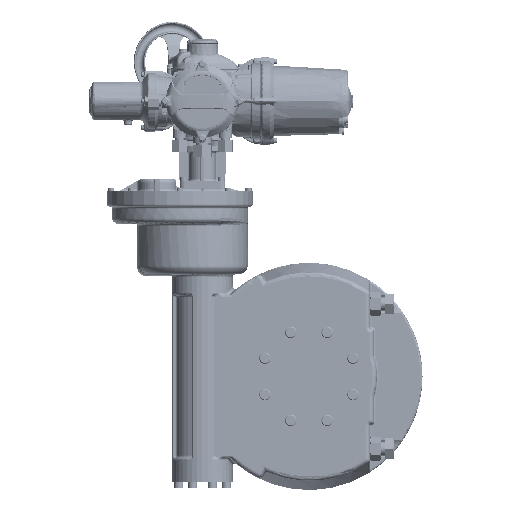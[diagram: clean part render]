
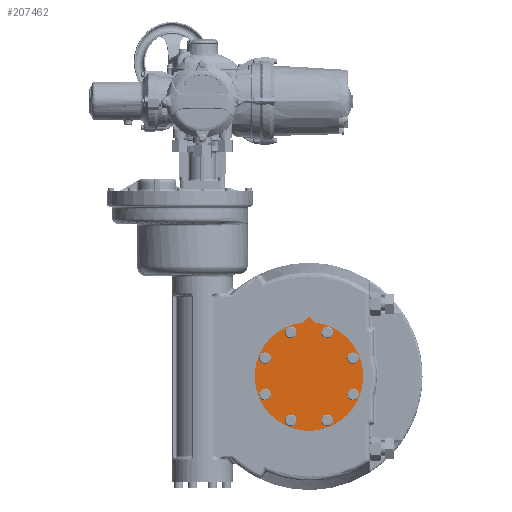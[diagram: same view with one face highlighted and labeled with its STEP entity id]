
A CAD part, front view. The second image highlights one B-rep face of the part: STEP entity #207462.
In plain terms, the highlighted face is planar.
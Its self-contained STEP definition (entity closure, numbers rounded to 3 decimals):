
#7975=PLANE('',#220482);
#14018=LINE('',#374287,#20718);
#14019=LINE('',#374292,#20719);
#20718=VECTOR('',#250878,1000.);
#20719=VECTOR('',#250881,1000.);
#67471=ORIENTED_EDGE('',*,*,#93609,.F.);
#67472=ORIENTED_EDGE('',*,*,#93610,.F.);
#67473=ORIENTED_EDGE('',*,*,#93611,.F.);
#67474=ORIENTED_EDGE('',*,*,#93612,.F.);
#67475=ORIENTED_EDGE('',*,*,#93613,.F.);
#67476=ORIENTED_EDGE('',*,*,#93614,.F.);
#67477=ORIENTED_EDGE('',*,*,#93615,.F.);
#67478=ORIENTED_EDGE('',*,*,#93616,.F.);
#67479=ORIENTED_EDGE('',*,*,#93617,.F.);
#67480=ORIENTED_EDGE('',*,*,#93618,.F.);
#67481=ORIENTED_EDGE('',*,*,#93619,.F.);
#93609=EDGE_CURVE('',#108852,#108852,#116990,.T.);
#93610=EDGE_CURVE('',#108853,#108853,#116991,.T.);
#93611=EDGE_CURVE('',#108854,#108854,#116992,.T.);
#93612=EDGE_CURVE('',#108855,#108855,#116993,.T.);
#93613=EDGE_CURVE('',#108856,#108857,#14018,.T.);
#93614=EDGE_CURVE('',#108858,#108856,#116994,.T.);
#93615=EDGE_CURVE('',#108857,#108858,#14019,.T.);
#93616=EDGE_CURVE('',#108859,#108859,#116995,.T.);
#93617=EDGE_CURVE('',#108860,#108860,#116996,.T.);
#93618=EDGE_CURVE('',#108861,#108861,#116997,.T.);
#93619=EDGE_CURVE('',#108862,#108862,#116998,.T.);
#108852=VERTEX_POINT('',#374280);
#108853=VERTEX_POINT('',#374282);
#108854=VERTEX_POINT('',#374284);
#108855=VERTEX_POINT('',#374286);
#108856=VERTEX_POINT('',#374288);
#108857=VERTEX_POINT('',#374289);
#108858=VERTEX_POINT('',#374291);
#108859=VERTEX_POINT('',#374294);
#108860=VERTEX_POINT('',#374296);
#108861=VERTEX_POINT('',#374298);
#108862=VERTEX_POINT('',#374300);
#116990=CIRCLE('',#220483,15.35);
#116991=CIRCLE('',#220484,15.35);
#116992=CIRCLE('',#220485,15.35);
#116993=CIRCLE('',#220486,15.35);
#116994=CIRCLE('',#220487,142.5);
#116995=CIRCLE('',#220488,15.35);
#116996=CIRCLE('',#220489,15.35);
#116997=CIRCLE('',#220490,15.35);
#116998=CIRCLE('',#220491,15.35);
#126500=EDGE_LOOP('',(#67471));
#126501=EDGE_LOOP('',(#67472));
#126502=EDGE_LOOP('',(#67473));
#126503=EDGE_LOOP('',(#67474));
#126504=EDGE_LOOP('',(#67475,#67476,#67477));
#126505=EDGE_LOOP('',(#67478));
#126506=EDGE_LOOP('',(#67479));
#126507=EDGE_LOOP('',(#67480));
#126508=EDGE_LOOP('',(#67481));
#136975=FACE_BOUND('',#126500,.T.);
#136976=FACE_BOUND('',#126501,.T.);
#136977=FACE_BOUND('',#126502,.T.);
#136978=FACE_BOUND('',#126503,.T.);
#136979=FACE_BOUND('',#126504,.T.);
#136980=FACE_BOUND('',#126505,.T.);
#136981=FACE_BOUND('',#126506,.T.);
#136982=FACE_BOUND('',#126507,.T.);
#136983=FACE_BOUND('',#126508,.T.);
#207462=ADVANCED_FACE('',(#136975,#136976,#136977,#136978,#136979,#136980,
#136981,#136982,#136983),#7975,.F.);
#220482=AXIS2_PLACEMENT_3D('',#374278,#250868,#250869);
#220483=AXIS2_PLACEMENT_3D('',#374279,#250870,#250871);
#220484=AXIS2_PLACEMENT_3D('',#374281,#250872,#250873);
#220485=AXIS2_PLACEMENT_3D('',#374283,#250874,#250875);
#220486=AXIS2_PLACEMENT_3D('',#374285,#250876,#250877);
#220487=AXIS2_PLACEMENT_3D('',#374290,#250879,#250880);
#220488=AXIS2_PLACEMENT_3D('',#374293,#250882,#250883);
#220489=AXIS2_PLACEMENT_3D('',#374295,#250884,#250885);
#220490=AXIS2_PLACEMENT_3D('',#374297,#250886,#250887);
#220491=AXIS2_PLACEMENT_3D('',#374299,#250888,#250889);
#250868=DIRECTION('',(0.,0.,-1.));
#250869=DIRECTION('',(0.,1.,0.));
#250870=DIRECTION('',(0.,0.,1.));
#250871=DIRECTION('',(0.707,-0.707,0.));
#250872=DIRECTION('',(0.,0.,1.));
#250873=DIRECTION('',(-0.707,0.707,0.));
#250874=DIRECTION('',(0.,0.,1.));
#250875=DIRECTION('',(0.,1.,0.));
#250876=DIRECTION('',(0.,0.,1.));
#250877=DIRECTION('',(0.,-1.,0.));
#250878=DIRECTION('',(0.707,0.707,0.));
#250879=DIRECTION('',(0.,0.,-1.));
#250880=DIRECTION('',(0.,1.,0.));
#250881=DIRECTION('',(0.707,-0.707,0.));
#250882=DIRECTION('',(0.,0.,1.));
#250883=DIRECTION('',(1.,0.,0.));
#250884=DIRECTION('',(0.,0.,1.));
#250885=DIRECTION('',(-1.,0.,0.));
#250886=DIRECTION('',(0.,0.,1.));
#250887=DIRECTION('',(0.707,0.707,0.));
#250888=DIRECTION('',(0.,0.,1.));
#250889=DIRECTION('',(-0.707,-0.707,0.));
#374278=CARTESIAN_POINT('',(0.,0.,
78.));
#374279=CARTESIAN_POINT('',(115.485,-47.835,78.));
#374280=CARTESIAN_POINT('',(126.339,-58.69,78.));
#374281=CARTESIAN_POINT('',(-115.485,47.835,78.));
#374282=CARTESIAN_POINT('',(-126.339,58.69,78.));
#374283=CARTESIAN_POINT('',(-47.835,115.485,78.));
#374284=CARTESIAN_POINT('',(-47.835,130.835,78.));
#374285=CARTESIAN_POINT('',(47.835,-115.485,78.));
#374286=CARTESIAN_POINT('',(47.835,-130.835,78.));
#374287=CARTESIAN_POINT('',(0.,157.,78.));
#374288=CARTESIAN_POINT('',(-15.327,141.673,78.));
#374289=CARTESIAN_POINT('',(0.,157.,78.));
#374290=CARTESIAN_POINT('',(0.,0.,
78.));
#374291=CARTESIAN_POINT('',(15.327,141.673,78.));
#374292=CARTESIAN_POINT('',(0.,157.,78.));
#374293=CARTESIAN_POINT('',(115.485,47.835,78.));
#374294=CARTESIAN_POINT('',(130.835,47.835,78.));
#374295=CARTESIAN_POINT('',(-115.485,-47.835,78.));
#374296=CARTESIAN_POINT('',(-130.835,-47.835,78.));
#374297=CARTESIAN_POINT('',(47.835,115.485,78.));
#374298=CARTESIAN_POINT('',(58.69,126.339,78.));
#374299=CARTESIAN_POINT('',(-47.835,-115.485,78.));
#374300=CARTESIAN_POINT('',(-58.69,-126.339,78.));
